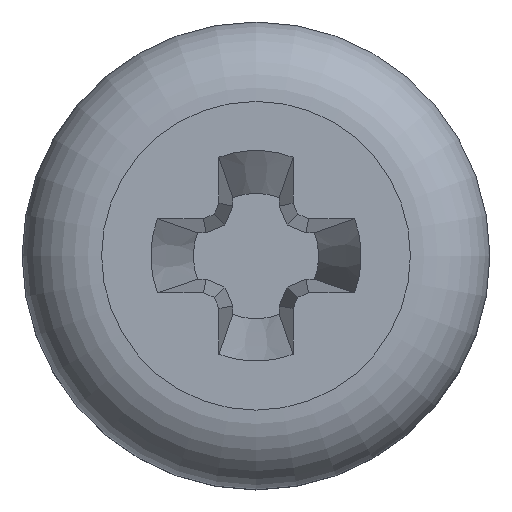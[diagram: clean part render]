
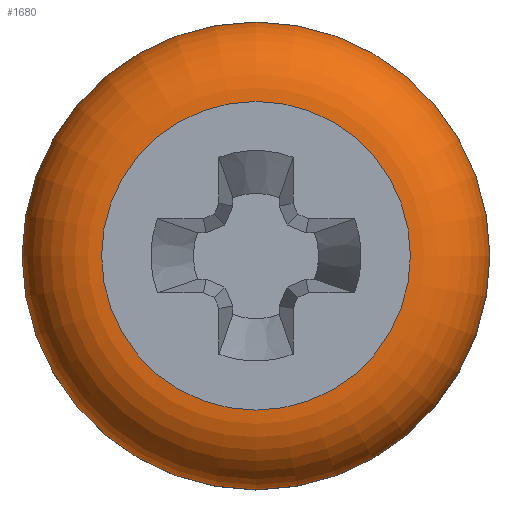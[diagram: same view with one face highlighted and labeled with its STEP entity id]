
A CAD part, top view. The second image highlights one B-rep face of the part: STEP entity #1680.
In plain terms, the highlighted toroidal (fillet/blend) face has major radius 1.32 mm and minor radius 0.68 mm.
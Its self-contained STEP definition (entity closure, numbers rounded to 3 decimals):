
#39=TOROIDAL_SURFACE('',#1799,1.32,0.68);
#180=FACE_OUTER_BOUND('',#270,.T.);
#270=EDGE_LOOP('',(#1287,#1288,#1289,#1290,#1291,#1292,#1293));
#309=CIRCLE('',#1800,2.);
#310=CIRCLE('',#1801,2.);
#311=CIRCLE('',#1802,0.68);
#312=CIRCLE('',#1803,1.32);
#313=CIRCLE('',#1804,1.32);
#314=CIRCLE('',#1805,2.);
#727=VERTEX_POINT('',#7734);
#728=VERTEX_POINT('',#7735);
#729=VERTEX_POINT('',#7737);
#730=VERTEX_POINT('',#7739);
#731=VERTEX_POINT('',#7741);
#964=EDGE_CURVE('',#727,#728,#309,.T.);
#965=EDGE_CURVE('',#729,#727,#310,.T.);
#966=EDGE_CURVE('',#729,#730,#311,.T.);
#967=EDGE_CURVE('',#730,#731,#312,.T.);
#968=EDGE_CURVE('',#731,#730,#313,.T.);
#969=EDGE_CURVE('',#728,#729,#314,.T.);
#1287=ORIENTED_EDGE('',*,*,#964,.F.);
#1288=ORIENTED_EDGE('',*,*,#965,.F.);
#1289=ORIENTED_EDGE('',*,*,#966,.T.);
#1290=ORIENTED_EDGE('',*,*,#967,.T.);
#1291=ORIENTED_EDGE('',*,*,#968,.T.);
#1292=ORIENTED_EDGE('',*,*,#966,.F.);
#1293=ORIENTED_EDGE('',*,*,#969,.F.);
#1680=ADVANCED_FACE('',(#180),#39,.T.);
#1799=AXIS2_PLACEMENT_3D('',#7733,#2043,#2044);
#1800=AXIS2_PLACEMENT_3D('',#7736,#2045,#2046);
#1801=AXIS2_PLACEMENT_3D('',#7738,#2047,#2048);
#1802=AXIS2_PLACEMENT_3D('',#7740,#2049,#2050);
#1803=AXIS2_PLACEMENT_3D('',#7742,#2051,#2052);
#1804=AXIS2_PLACEMENT_3D('',#7743,#2053,#2054);
#1805=AXIS2_PLACEMENT_3D('',#7744,#2055,#2056);
#2043=DIRECTION('center_axis',(0.,0.,-1.));
#2044=DIRECTION('ref_axis',(0.,1.,0.));
#2045=DIRECTION('center_axis',(0.,0.,-1.));
#2046=DIRECTION('ref_axis',(0.,1.,0.));
#2047=DIRECTION('center_axis',(0.,0.,-1.));
#2048=DIRECTION('ref_axis',(0.,1.,0.));
#2049=DIRECTION('center_axis',(-1.,0.,0.));
#2050=DIRECTION('ref_axis',(0.,-1.,0.));
#2051=DIRECTION('center_axis',(0.,0.,-1.));
#2052=DIRECTION('ref_axis',(0.,1.,0.));
#2053=DIRECTION('center_axis',(0.,0.,-1.));
#2054=DIRECTION('ref_axis',(0.,1.,0.));
#2055=DIRECTION('center_axis',(0.,0.,-1.));
#2056=DIRECTION('ref_axis',(0.,1.,0.));
#7733=CARTESIAN_POINT('Origin',(0.,0.,0.92));
#7734=CARTESIAN_POINT('',(-2.,0.,0.92));
#7735=CARTESIAN_POINT('',(2.,0.,0.92));
#7736=CARTESIAN_POINT('Origin',(0.,0.,0.92));
#7737=CARTESIAN_POINT('',(0.,-2.,0.92));
#7738=CARTESIAN_POINT('Origin',(0.,0.,0.92));
#7739=CARTESIAN_POINT('',(0.,-1.32,1.6));
#7740=CARTESIAN_POINT('Origin',(0.,-1.32,0.92));
#7741=CARTESIAN_POINT('',(0.,1.32,1.6));
#7742=CARTESIAN_POINT('Origin',(0.,0.,1.6));
#7743=CARTESIAN_POINT('Origin',(0.,0.,1.6));
#7744=CARTESIAN_POINT('Origin',(0.,0.,0.92));
